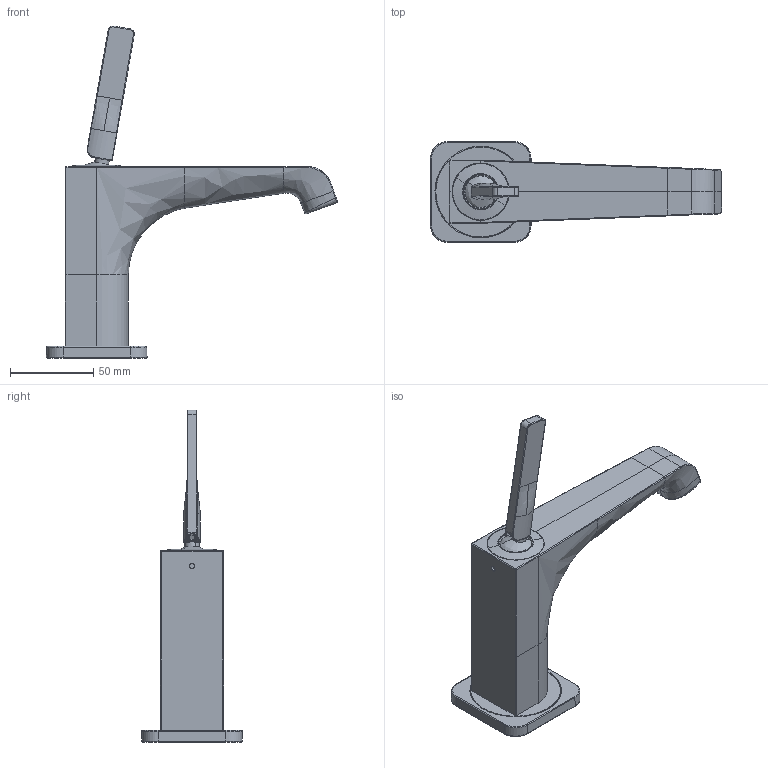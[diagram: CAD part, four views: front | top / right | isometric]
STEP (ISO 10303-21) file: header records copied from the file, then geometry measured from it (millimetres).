
FILE_DESCRIPTION(('CAx-IF Rec.Pracs.---Model Styling and Organization---1.2---2011-12-15','CAx-IF Rec.Pracs.---Geometric and Assembly Validation Properties---4.1---2014-06-16','CAx-IF Rec.Pracs.---PMI Polyline Presentation---2.0---2013-05-24'),'2;1');
FILE_NAME('1000083311_PPR_000.stp','2017-02-07T15:11:57+01:00',(''),(''),'STEP Interface 4.0.1101 by CT CoreTechnologie','3D_Evolution4.0.1101 by CT CoreTechnologie','');
FILE_SCHEMA(('AP203_CONFIGURATION_CONTROLLED_3D_DESIGN_OF_MECHANICAL_PARTS_AND_ASSEMBLIES_MIM_LF'));
Length unit declared in the file: millimetre
Products named in the file (11): P_2 AX Citterio2 WTM 115 f.HWB o.Zugst. 1000083311_PPR_000_A0; P_2 GK_HWBM Axor Citterio Universal 1000083312_PPA_000_A0; SR_CA-M16,5x1_HC_1,5gpm-air_gruen-weiss 1000041852_PPR_000_A0; SR_CA-M16,5x1_HC_1,5gpm-air_gruen-weiss 1000041853_PPA_000_A0; P_2 Gleitstueck WTM Citterio 2 1000083323_PPA_000_A0; P_2 Abdeckring WTM Citterio 2 1000083316_PPA_000_A0; Gewindestift mit Zapfen DIN915-M6x6-A2 1000000103_PPA_000_A0; P_2 Rosette_WTM_Axor Citterio Universal 1000083313_PPA_000_A0; P_2 Griff kpl. WTM Axor Citterio Univers 1000083329_PPR_000_A0; P_2 Griff WTM AX Citterio Universal 1000083326_PPA_000_A0; P_2 Blende WTM Citterio 1000083324_PPA_000_A0
Assembly tree (10 placements, depth 3):
  P_2 AX Citterio2 WTM 115 f.HWB o.Zugst. 1000083311_PPR_000_A0
    P_2 GK_HWBM Axor Citterio Universal 1000083312_PPA_000_A0
    SR_CA-M16,5x1_HC_1,5gpm-air_gruen-weiss 1000041852_PPR_000_A0
      SR_CA-M16,5x1_HC_1,5gpm-air_gruen-weiss 1000041853_PPA_000_A0
    P_2 Gleitstueck WTM Citterio 2 1000083323_PPA_000_A0
    P_2 Abdeckring WTM Citterio 2 1000083316_PPA_000_A0
    Gewindestift mit Zapfen DIN915-M6x6-A2 1000000103_PPA_000_A0
    P_2 Rosette_WTM_Axor Citterio Universal 1000083313_PPA_000_A0
    P_2 Griff kpl. WTM Axor Citterio Univers 1000083329_PPR_000_A0
      P_2 Griff WTM AX Citterio Universal 1000083326_PPA_000_A0
      P_2 Blende WTM Citterio 1000083324_PPA_000_A0
Bounding box: 174.96 x 60.47 x 199.51 mm (x, y, z)
Volume: 258174.8 mm3; surface area: 48459.7 mm2
Topology: 9 solids, 9 shells, 868 faces, 2151 edges, 1365 vertices
Faces by surface type: plane 595, bspline 148, cylinder 125
Entity records: 45097 total; most frequent: CARTESIAN_POINT 15299, ORIENTED_EDGE 4294, DIRECTION 4083, EDGE_CURVE 2147, VECTOR 1587, LINE 1587, VERTEX_POINT 1365, AXIS2_PLACEMENT_3D 1248
